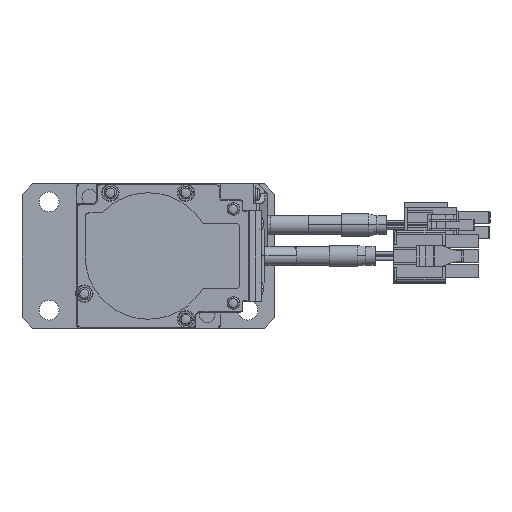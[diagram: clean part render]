
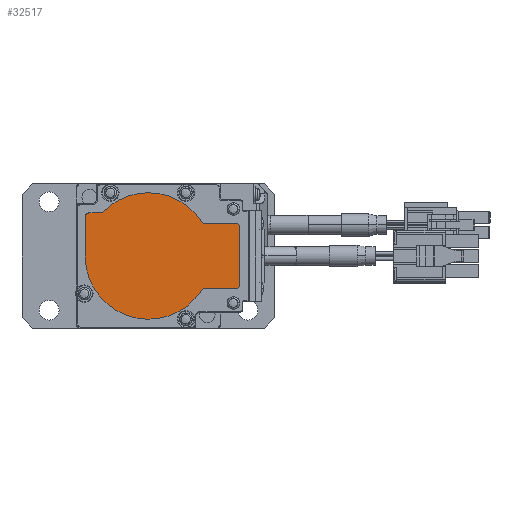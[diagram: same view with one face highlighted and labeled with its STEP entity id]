
A CAD part, front view. The second image highlights one B-rep face of the part: STEP entity #32517.
In plain terms, the highlighted face is planar.
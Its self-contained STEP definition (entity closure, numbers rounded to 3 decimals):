
#724 = EDGE_CURVE ( 'NONE', #21973, #35264, #12002, .T. ) ;
#791 = EDGE_CURVE ( 'NONE', #15867, #16628, #4477, .T. ) ;
#1547 = AXIS2_PLACEMENT_3D ( 'NONE', #26466, #9481, #29294 ) ;
#1977 = CARTESIAN_POINT ( 'NONE',  ( -71.5, 14.723, -9.459 ) ) ;
#2094 = CIRCLE ( 'NONE', #25640, 17.5 ) ;
#2239 = VERTEX_POINT ( 'NONE', #16214 ) ;
#2335 = CARTESIAN_POINT ( 'NONE',  ( -71.5, -17.5, 0. ) ) ;
#2510 = VERTEX_POINT ( 'NONE', #12709 ) ;
#2525 = DIRECTION ( 'NONE',  ( 0., 0., -1. ) ) ;
#3560 = AXIS2_PLACEMENT_3D ( 'NONE', #27967, #33765, #28093 ) ;
#3611 = DIRECTION ( 'NONE',  ( 0., 0., -1. ) ) ;
#3628 = VERTEX_POINT ( 'NONE', #20361 ) ;
#3887 = AXIS2_PLACEMENT_3D ( 'NONE', #17256, #17134, #25829 ) ;
#3986 = DIRECTION ( 'NONE',  ( 0., 0., -1. ) ) ;
#4477 = CIRCLE ( 'NONE', #33783, 1. ) ;
#5025 = CARTESIAN_POINT ( 'NONE',  ( -71.5, 14.723, 9.459 ) ) ;
#5036 = ORIENTED_EDGE ( 'NONE', *, *, #6738, .T. ) ;
#5987 = VECTOR ( 'NONE', #2525, 1000. ) ;
#6738 = EDGE_CURVE ( 'NONE', #30010, #16628, #35554, .T. ) ;
#6976 = CARTESIAN_POINT ( 'NONE',  ( -71.5, 15.564, -9. ) ) ;
#7219 = ORIENTED_EDGE ( 'NONE', *, *, #791, .F. ) ;
#8374 = DIRECTION ( 'NONE',  ( 1., 0., 0. ) ) ;
#8556 = CARTESIAN_POINT ( 'NONE',  ( -71.5, 15.564, 9. ) ) ;
#8954 = EDGE_LOOP ( 'NONE', ( #13930, #36472, #34398, #21040, #32126, #27491, #5036, #7219, #35003, #28802, #31827, #13135, #18188, #35314 ) ) ;
#9481 = DIRECTION ( 'NONE',  ( 1., 0., 0. ) ) ;
#9894 = AXIS2_PLACEMENT_3D ( 'NONE', #35750, #24497, #24135 ) ;
#10398 = LINE ( 'NONE', #10815, #5987 ) ;
#10815 = CARTESIAN_POINT ( 'NONE',  ( -71.5, 25.2, -8. ) ) ;
#11503 = EDGE_CURVE ( 'NONE', #21973, #2239, #24249, .T. ) ;
#11728 = DIRECTION ( 'NONE',  ( 0., 0., -1. ) ) ;
#12002 = CIRCLE ( 'NONE', #1547, 1. ) ;
#12183 = CARTESIAN_POINT ( 'NONE',  ( -71.5, 24.2, -8. ) ) ;
#12399 = DIRECTION ( 'NONE',  ( 1., 0., 0. ) ) ;
#12617 = VECTOR ( 'NONE', #31942, 1000. ) ;
#12709 = CARTESIAN_POINT ( 'NONE',  ( -71.5, 25.2, -8. ) ) ;
#12859 = VERTEX_POINT ( 'NONE', #13473 ) ;
#13135 = ORIENTED_EDGE ( 'NONE', *, *, #25262, .T. ) ;
#13464 = DIRECTION ( 'NONE',  ( 0., 0., 1. ) ) ;
#13473 = CARTESIAN_POINT ( 'NONE',  ( -71.5, 25.2, 8. ) ) ;
#13634 = AXIS2_PLACEMENT_3D ( 'NONE', #19540, #8374, #22907 ) ;
#13930 = ORIENTED_EDGE ( 'NONE', *, *, #11503, .F. ) ;
#13976 = FACE_OUTER_BOUND ( 'NONE', #8954, .T. ) ;
#14065 = VERTEX_POINT ( 'NONE', #18198 ) ;
#14498 = CARTESIAN_POINT ( 'NONE',  ( -71.5, 24.2, -9. ) ) ;
#14916 = EDGE_CURVE ( 'NONE', #27729, #14065, #15287, .T. ) ;
#14920 = EDGE_CURVE ( 'NONE', #12859, #2510, #10398, .T. ) ;
#15109 = CARTESIAN_POINT ( 'NONE',  ( -71.5, 0., 0. ) ) ;
#15287 = CIRCLE ( 'NONE', #3887, 1. ) ;
#15386 = DIRECTION ( 'NONE',  ( 1., 0., 0. ) ) ;
#15778 = VERTEX_POINT ( 'NONE', #35304 ) ;
#15867 = VERTEX_POINT ( 'NONE', #1977 ) ;
#15910 = VECTOR ( 'NONE', #24299, 1000. ) ;
#15962 = EDGE_CURVE ( 'NONE', #30010, #2510, #20532, .T. ) ;
#16016 = DIRECTION ( 'NONE',  ( -1., 0., 0. ) ) ;
#16214 = CARTESIAN_POINT ( 'NONE',  ( -71.5, -17.5, 0. ) ) ;
#16583 = CARTESIAN_POINT ( 'NONE',  ( -71.5, 24.2, 9. ) ) ;
#16628 = VERTEX_POINT ( 'NONE', #35581 ) ;
#17012 = CIRCLE ( 'NONE', #19178, 1. ) ;
#17134 = DIRECTION ( 'NONE',  ( -1., 0., 0. ) ) ;
#17256 = CARTESIAN_POINT ( 'NONE',  ( -71.5, -13.26, -12.9 ) ) ;
#17312 = EDGE_CURVE ( 'NONE', #23637, #2239, #32019, .T. ) ;
#18188 = ORIENTED_EDGE ( 'NONE', *, *, #33847, .F. ) ;
#18198 = CARTESIAN_POINT ( 'NONE',  ( -71.5, -12.544, -12.203 ) ) ;
#18619 = CARTESIAN_POINT ( 'NONE',  ( -71.5, 15.564, -10. ) ) ;
#19178 = AXIS2_PLACEMENT_3D ( 'NONE', #20584, #12399, #3611 ) ;
#19540 = CARTESIAN_POINT ( 'NONE',  ( -71.5, 24.2, 8. ) ) ;
#20030 = CARTESIAN_POINT ( 'NONE',  ( -71.5, 0., 0. ) ) ;
#20361 = CARTESIAN_POINT ( 'NONE',  ( -71.5, 24.2, 9. ) ) ;
#20532 = CIRCLE ( 'NONE', #36640, 1. ) ;
#20584 = CARTESIAN_POINT ( 'NONE',  ( -71.5, -16.5, -10.9 ) ) ;
#21040 = ORIENTED_EDGE ( 'NONE', *, *, #30601, .F. ) ;
#21274 = PLANE ( 'NONE',  #9894 ) ;
#21594 = EDGE_CURVE ( 'NONE', #35264, #3628, #31655, .T. ) ;
#21973 = VERTEX_POINT ( 'NONE', #5025 ) ;
#22172 = AXIS2_PLACEMENT_3D ( 'NONE', #15109, #24058, #3986 ) ;
#22907 = DIRECTION ( 'NONE',  ( 0., 0., -1. ) ) ;
#23013 = DIRECTION ( 'NONE',  ( 1., 0., 0. ) ) ;
#23637 = VERTEX_POINT ( 'NONE', #33796 ) ;
#24058 = DIRECTION ( 'NONE',  ( 1., 0., 0. ) ) ;
#24135 = DIRECTION ( 'NONE',  ( 0., 0., -1. ) ) ;
#24200 = DIRECTION ( 'NONE',  ( 0., -1., 0. ) ) ;
#24249 = CIRCLE ( 'NONE', #3560, 17.5 ) ;
#24286 = CIRCLE ( 'NONE', #13634, 1. ) ;
#24299 = DIRECTION ( 'NONE',  ( 0., -1., 0. ) ) ;
#24497 = DIRECTION ( 'NONE',  ( 1., 0., 0. ) ) ;
#24528 = VECTOR ( 'NONE', #13464, 1000. ) ;
#25262 = EDGE_CURVE ( 'NONE', #27729, #15778, #28762, .T. ) ;
#25640 = AXIS2_PLACEMENT_3D ( 'NONE', #20030, #23013, #11728 ) ;
#25829 = DIRECTION ( 'NONE',  ( 0., 0., -1. ) ) ;
#26193 = EDGE_CURVE ( 'NONE', #35035, #15867, #2094, .T. ) ;
#26466 = CARTESIAN_POINT ( 'NONE',  ( -71.5, 15.564, 10. ) ) ;
#27491 = ORIENTED_EDGE ( 'NONE', *, *, #15962, .F. ) ;
#27729 = VERTEX_POINT ( 'NONE', #36079 ) ;
#27967 = CARTESIAN_POINT ( 'NONE',  ( -71.5, 0., 0. ) ) ;
#28093 = DIRECTION ( 'NONE',  ( 0., 0., -1. ) ) ;
#28762 = LINE ( 'NONE', #29745, #15910 ) ;
#28802 = ORIENTED_EDGE ( 'NONE', *, *, #29760, .F. ) ;
#29294 = DIRECTION ( 'NONE',  ( 0., 0., -1. ) ) ;
#29745 = CARTESIAN_POINT ( 'NONE',  ( -71.5, -16.5, -11.9 ) ) ;
#29760 = EDGE_CURVE ( 'NONE', #14065, #35035, #36727, .T. ) ;
#30010 = VERTEX_POINT ( 'NONE', #14498 ) ;
#30601 = EDGE_CURVE ( 'NONE', #12859, #3628, #24286, .T. ) ;
#31655 = LINE ( 'NONE', #16583, #12617 ) ;
#31827 = ORIENTED_EDGE ( 'NONE', *, *, #14916, .F. ) ;
#31942 = DIRECTION ( 'NONE',  ( 0., 1., 0. ) ) ;
#32019 = LINE ( 'NONE', #2335, #24528 ) ;
#32126 = ORIENTED_EDGE ( 'NONE', *, *, #14920, .T. ) ;
#32465 = DIRECTION ( 'NONE',  ( 0., 0., -1. ) ) ;
#32517 = ADVANCED_FACE ( 'NONE', ( #13976 ), #21274, .F. ) ;
#32868 = DIRECTION ( 'NONE',  ( 0., 0., -1. ) ) ;
#32978 = CARTESIAN_POINT ( 'NONE',  ( -71.5, 0., -17.5 ) ) ;
#33765 = DIRECTION ( 'NONE',  ( 1., 0., 0. ) ) ;
#33783 = AXIS2_PLACEMENT_3D ( 'NONE', #18619, #16016, #32868 ) ;
#33796 = CARTESIAN_POINT ( 'NONE',  ( -71.5, -17.5, -10.9 ) ) ;
#33847 = EDGE_CURVE ( 'NONE', #23637, #15778, #17012, .T. ) ;
#34398 = ORIENTED_EDGE ( 'NONE', *, *, #21594, .T. ) ;
#35003 = ORIENTED_EDGE ( 'NONE', *, *, #26193, .F. ) ;
#35035 = VERTEX_POINT ( 'NONE', #32978 ) ;
#35122 = VECTOR ( 'NONE', #24200, 1000. ) ;
#35264 = VERTEX_POINT ( 'NONE', #8556 ) ;
#35304 = CARTESIAN_POINT ( 'NONE',  ( -71.5, -16.5, -11.9 ) ) ;
#35314 = ORIENTED_EDGE ( 'NONE', *, *, #17312, .T. ) ;
#35554 = LINE ( 'NONE', #6976, #35122 ) ;
#35581 = CARTESIAN_POINT ( 'NONE',  ( -71.5, 15.564, -9. ) ) ;
#35750 = CARTESIAN_POINT ( 'NONE',  ( -71.5, 0., 0. ) ) ;
#36079 = CARTESIAN_POINT ( 'NONE',  ( -71.5, -13.26, -11.9 ) ) ;
#36472 = ORIENTED_EDGE ( 'NONE', *, *, #724, .T. ) ;
#36640 = AXIS2_PLACEMENT_3D ( 'NONE', #12183, #15386, #32465 ) ;
#36727 = CIRCLE ( 'NONE', #22172, 17.5 ) ;
